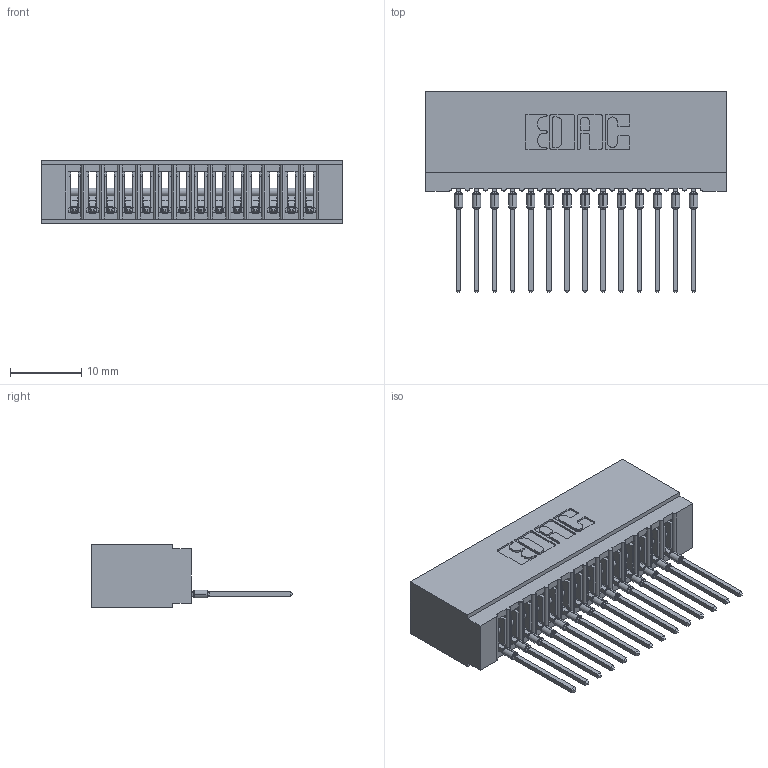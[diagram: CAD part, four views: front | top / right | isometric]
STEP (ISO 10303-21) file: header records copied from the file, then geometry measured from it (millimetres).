
FILE_DESCRIPTION (( 'STEP AP203' ), '1' );
FILE_NAME ('725-014-545-101.STEP', '2026-03-05T20:55:37', ( '' ), ( '' ), 'SwSTEP 2.0', 'SolidWorks 2023', '' );
FILE_SCHEMA (( 'CONFIG_CONTROL_DESIGN' ));
Length unit declared in the file: millimetre
Products named in the file (3): 725-014-545-101; 745-292-001_545; 725 Part_Insulator Option - 01
Assembly tree (15 placements, depth 2):
  725-014-545-101
    725 Part_Insulator Option - 01
    745-292-001_545  x14
Bounding box: 42.16 x 28.21 x 8.89 mm (x, y, z)
Volume: 3396.8 mm3; surface area: 6236.1 mm2
Topology: 15 solids, 15 shells, 1663 faces, 4566 edges, 2884 vertices
Faces by surface type: plane 993, cylinder 306, bspline 280, torus 84
Entity records: 26908 total; most frequent: CARTESIAN_POINT 5241, ORIENTED_EDGE 4634, DIRECTION 4047, EDGE_CURVE 2317, LINE 2051, VECTOR 2051, VERTEX_POINT 1480, AXIS2_PLACEMENT_3D 998
